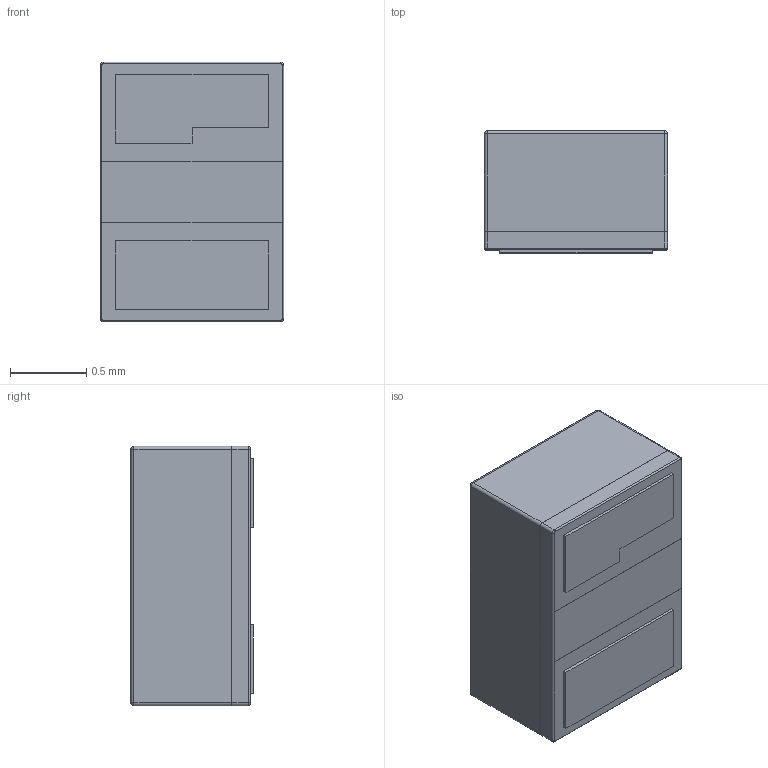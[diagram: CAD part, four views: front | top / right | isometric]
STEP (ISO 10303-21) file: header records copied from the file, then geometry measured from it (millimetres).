
FILE_DESCRIPTION (( 'STEP AP214' ), '1' );
FILE_NAME ('NJL6401R-3-TE1.STEP', '2024-11-14T08:52:40', ( '' ), ( '' ), 'SwSTEP 2.0', 'SolidWorks 2016', '' );
FILE_SCHEMA (( 'AUTOMOTIVE_DESIGN' ));
Length unit declared in the file: millimetre
Products named in the file (1): NJL6401R-3-TE1
Bounding box: 1.2 x 0.8 x 1.7 mm (x, y, z)
Volume: 1.6 mm3; surface area: 12.7 mm2
Topology: 2 solids, 2 shells, 54 faces, 124 edges, 72 vertices
Faces by surface type: plane 30, cylinder 16, sphere 4, torus 4
Entity records: 1896 total; most frequent: DIRECTION 266, CARTESIAN_POINT 247, ORIENTED_EDGE 240, EDGE_CURVE 120, AXIS2_PLACEMENT_3D 91, VECTOR 84, LINE 84, VERTEX_POINT 72
